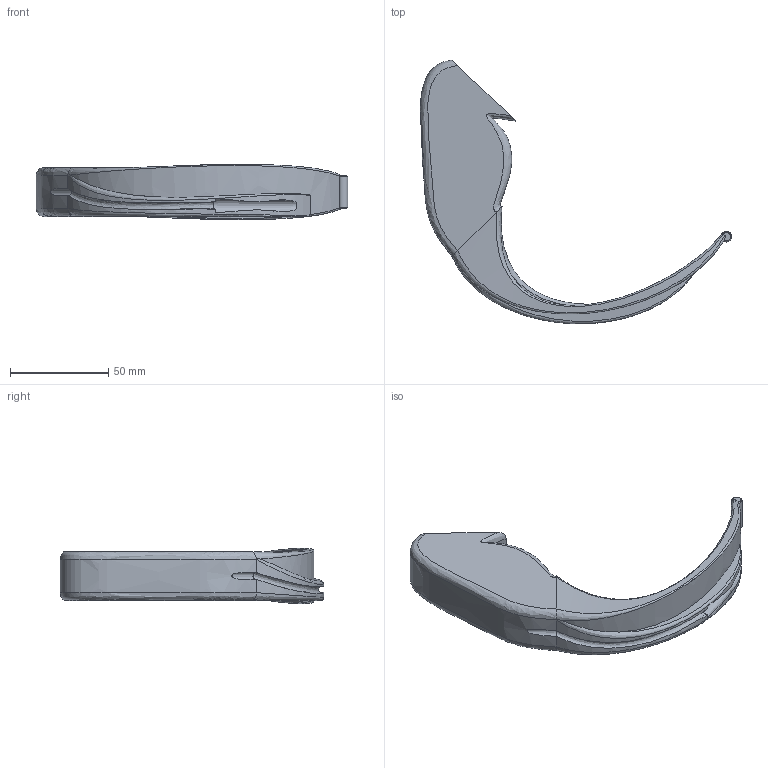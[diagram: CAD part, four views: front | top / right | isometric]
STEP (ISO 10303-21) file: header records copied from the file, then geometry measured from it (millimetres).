
FILE_DESCRIPTION(('Open CASCADE Model'),'2;1');
FILE_NAME('Open CASCADE Shape Model','2024-10-27T17:02:22',('Author'),( 'Open CASCADE'),'Open CASCADE STEP processor 7.7','Open CASCADE 7.7' ,'Unknown');
FILE_SCHEMA(('AUTOMOTIVE_DESIGN { 1 0 10303 214 1 1 1 1 }'));
Length unit declared in the file: millimetre
Products named in the file (1): Open CASCADE STEP translator 7.7 2
Bounding box: 158.86 x 134.37 x 28.11 mm (x, y, z)
Volume: 122781.6 mm3; surface area: 24098.5 mm2
Topology: 1 solids, 1 shells, 40 faces, 105 edges, 67 vertices
Faces by surface type: bspline 26, plane 7, cone 6, cylinder 1
Entity records: 8949 total; most frequent: CARTESIAN_POINT 7387, ORIENTED_EDGE 210, PCURVE 210, DEFINITIONAL_REPRESENTATION 210, B_SPLINE_CURVE_WITH_KNOTS 196, DIRECTION 124, EDGE_CURVE 105, SURFACE_CURVE 105
